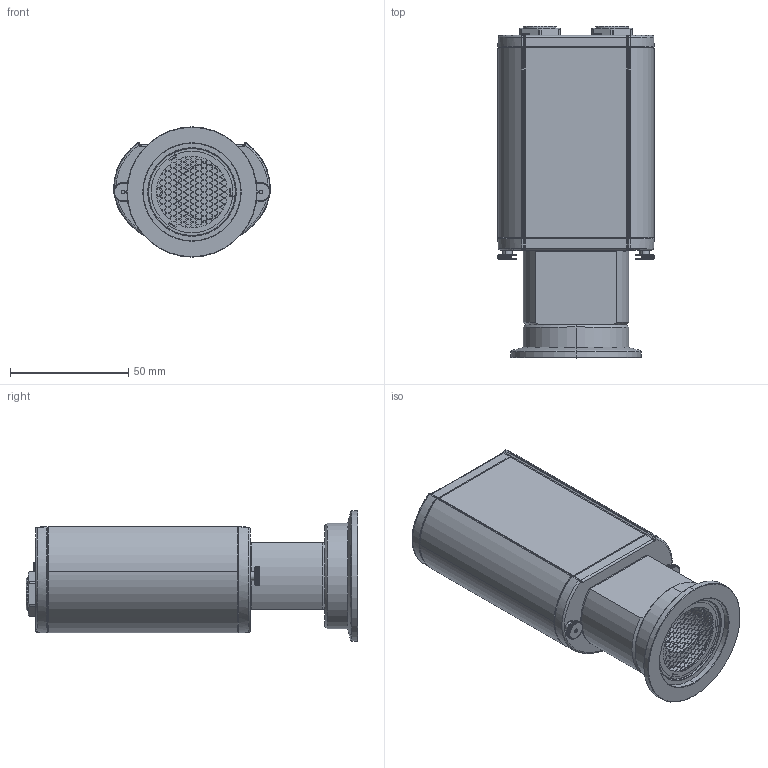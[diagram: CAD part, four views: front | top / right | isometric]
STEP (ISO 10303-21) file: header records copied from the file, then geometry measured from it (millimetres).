
FILE_DESCRIPTION (( 'STEP AP203' ), '1' );
FILE_NAME ('HPT_39_152.STEP', '2013-10-31T14:29:04', ( 'user8' ), ( '' ), 'SwSTEP 2.0', 'SolidWorks 2013', '' );
FILE_SCHEMA (( 'CONFIG_CONTROL_DESIGN' ));
Length unit declared in the file: millimetre
Products named in the file (1): HPT_39_152
Bounding box: 66 x 140.1 x 55 mm (x, y, z)
Surface area: 44611 mm2 (no closed solid volume)
Topology: 0 solids, 28 shells, 896 faces, 4861 edges, 3897 vertices
Faces by surface type: plane 605, cylinder 157, cone 52, bspline 46, torus 36
Entity records: 51705 total; most frequent: CARTESIAN_POINT 16488, DIRECTION 6589, ORIENTED_EDGE 6454, EDGE_CURVE 4857, VERTEX_POINT 3897, VECTOR 2625, LINE 2625, AXIS2_PLACEMENT_3D 1982
